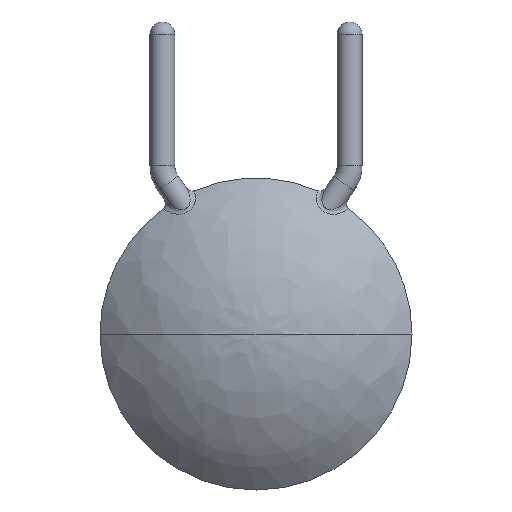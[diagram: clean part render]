
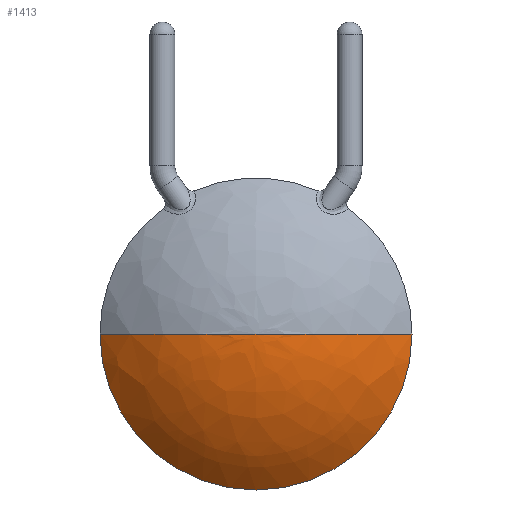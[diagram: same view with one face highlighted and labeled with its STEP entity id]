
A CAD part, front view. The second image highlights one B-rep face of the part: STEP entity #1413.
In plain terms, the highlighted free-form (B-spline) face has degree [2, 3] with [3, 4] control points.
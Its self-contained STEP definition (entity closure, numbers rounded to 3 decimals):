
#1 = CARTESIAN_POINT ( 'NONE',  ( 0., -1., 0. ) ) ;
#130 = CARTESIAN_POINT ( 'NONE',  ( 0., -1., 0. ) ) ;
#242 = CARTESIAN_POINT ( 'NONE',  ( 0., -1., 0. ) ) ;
#260 = CARTESIAN_POINT ( 'NONE',  ( 0., -1., 0. ) ) ;
#298 = CIRCLE ( 'NONE', #1860, 2.5 ) ;
#378 = VERTEX_POINT ( 'NONE', #1464 ) ;
#452 = CARTESIAN_POINT ( 'NONE',  ( 0., -1., 0. ) ) ;
#499 = B_SPLINE_CURVE_WITH_KNOTS ( 'NONE', 2,
 ( #2365, #3169, #2631 ),
 .UNSPECIFIED., .F., .F.,
 ( 3, 3 ),
 ( 0., 1. ),
 .UNSPECIFIED. ) ;
#520 = CARTESIAN_POINT ( 'NONE',  ( 0., -1., 0. ) ) ;
#624 = ORIENTED_EDGE ( 'NONE', *, *, #2977, .F. ) ;
#762 = CARTESIAN_POINT ( 'NONE',  ( -1.457, -0.969, -2.915 ) ) ;
#772 = CARTESIAN_POINT ( 'NONE',  ( 2.5, 0., 0. ) ) ;
#1192 = CARTESIAN_POINT ( 'NONE',  ( -1.457, -0.969, 0. ) ) ;
#1411 =( BOUNDED_SURFACE ( )  B_SPLINE_SURFACE ( 2, 3, ( 
 ( #2355, #3090, #1829, #772 ),
 ( #3362, #762, #1796, #2051 ),
 ( #452, #242, #1, #520 ) ),
 .UNSPECIFIED., .F., .F., .F. ) 
 B_SPLINE_SURFACE_WITH_KNOTS ( ( 3, 3 ),
 ( 4, 4 ),
 ( 0., 1. ),
 ( 0., 1. ),
 .UNSPECIFIED. ) 
 GEOMETRIC_REPRESENTATION_ITEM ( )  RATIONAL_B_SPLINE_SURFACE ( (
 ( 1., 0.333, 0.333, 1.),
 ( 1., 0.333, 0.333, 1.),
 ( 1., 0.333, 0.333, 1.) ) ) 
 REPRESENTATION_ITEM ( '' )  SURFACE ( )  );
#1413 = ADVANCED_FACE ( 'NONE', ( #1776 ), #1411, .F. ) ;
#1464 = CARTESIAN_POINT ( 'NONE',  ( 2.5, 0., 0. ) ) ;
#1633 = B_SPLINE_CURVE_WITH_KNOTS ( 'NONE', 2,
 ( #2759, #1192, #130 ),
 .UNSPECIFIED., .F., .F.,
 ( 3, 3 ),
 ( 0., 1. ),
 .UNSPECIFIED. ) ;
#1768 = CARTESIAN_POINT ( 'NONE',  ( 0., 0., 0. ) ) ;
#1776 = FACE_OUTER_BOUND ( 'NONE', #2719, .T. ) ;
#1796 = CARTESIAN_POINT ( 'NONE',  ( 1.457, -0.969, -2.915 ) ) ;
#1829 = CARTESIAN_POINT ( 'NONE',  ( 2.5, 0., -5. ) ) ;
#1860 = AXIS2_PLACEMENT_3D ( 'NONE', #1768, #2275, #3408 ) ;
#2051 = CARTESIAN_POINT ( 'NONE',  ( 1.457, -0.969, 0. ) ) ;
#2252 = EDGE_CURVE ( 'NONE', #2648, #2690, #1633, .T. ) ;
#2275 = DIRECTION ( 'NONE',  ( 0., 1., 0. ) ) ;
#2355 = CARTESIAN_POINT ( 'NONE',  ( -2.5, 0., 0. ) ) ;
#2365 = CARTESIAN_POINT ( 'NONE',  ( 2.5, 0., 0. ) ) ;
#2631 = CARTESIAN_POINT ( 'NONE',  ( 0., -1., 0. ) ) ;
#2648 = VERTEX_POINT ( 'NONE', #2656 ) ;
#2656 = CARTESIAN_POINT ( 'NONE',  ( -2.5, 0., 0. ) ) ;
#2690 = VERTEX_POINT ( 'NONE', #260 ) ;
#2719 = EDGE_LOOP ( 'NONE', ( #2960, #624, #2852 ) ) ;
#2759 = CARTESIAN_POINT ( 'NONE',  ( -2.5, 0., 0. ) ) ;
#2852 = ORIENTED_EDGE ( 'NONE', *, *, #3005, .T. ) ;
#2960 = ORIENTED_EDGE ( 'NONE', *, *, #2252, .F. ) ;
#2977 = EDGE_CURVE ( 'NONE', #378, #2648, #298, .T. ) ;
#3005 = EDGE_CURVE ( 'NONE', #378, #2690, #499, .T. ) ;
#3090 = CARTESIAN_POINT ( 'NONE',  ( -2.5, 0., -5. ) ) ;
#3169 = CARTESIAN_POINT ( 'NONE',  ( 1.457, -0.969, 0. ) ) ;
#3362 = CARTESIAN_POINT ( 'NONE',  ( -1.457, -0.969, 0. ) ) ;
#3408 = DIRECTION ( 'NONE',  ( 0., 0., 1. ) ) ;
